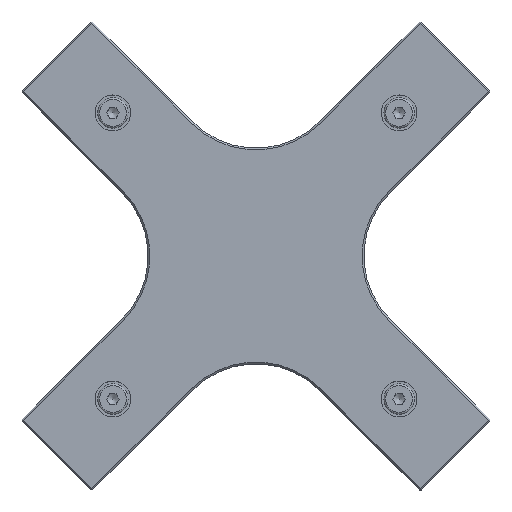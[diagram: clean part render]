
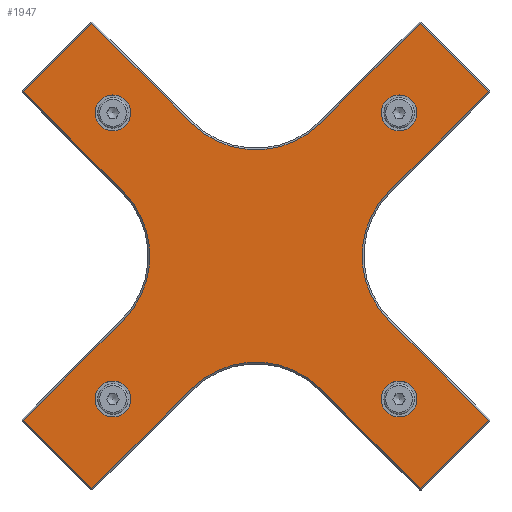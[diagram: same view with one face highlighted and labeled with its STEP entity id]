
A CAD part, top view. The second image highlights one B-rep face of the part: STEP entity #1947.
In plain terms, the highlighted planar face has unit normal (0, 0, 1).
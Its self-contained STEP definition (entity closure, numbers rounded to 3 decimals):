
#87=FACE_BOUND('',#392,.T.);
#88=FACE_BOUND('',#393,.T.);
#89=FACE_BOUND('',#394,.T.);
#90=FACE_BOUND('',#395,.T.);
#162=PLANE('',#2201);
#265=FACE_OUTER_BOUND('',#391,.T.);
#391=EDGE_LOOP('',(#1669,#1670,#1671,#1672,#1673,#1674,#1675,#1676,#1677,
#1678,#1679,#1680,#1681,#1682,#1683,#1684));
#392=EDGE_LOOP('',(#1685,#1686));
#393=EDGE_LOOP('',(#1687,#1688));
#394=EDGE_LOOP('',(#1689,#1690));
#395=EDGE_LOOP('',(#1691,#1692));
#460=CIRCLE('',#2110,5.);
#461=CIRCLE('',#2111,5.);
#465=CIRCLE('',#2118,5.);
#466=CIRCLE('',#2119,5.);
#470=CIRCLE('',#2126,5.);
#471=CIRCLE('',#2127,5.);
#476=CIRCLE('',#2135,5.);
#477=CIRCLE('',#2136,5.);
#479=CIRCLE('',#2165,25.5);
#480=CIRCLE('',#2172,25.5);
#482=CIRCLE('',#2182,25.5);
#483=CIRCLE('',#2188,25.5);
#625=LINE('',#3204,#802);
#628=LINE('',#3213,#805);
#629=LINE('',#3215,#806);
#634=LINE('',#3224,#811);
#637=LINE('',#3231,#814);
#638=LINE('',#3233,#815);
#645=LINE('',#3244,#822);
#648=LINE('',#3250,#825);
#652=LINE('',#3260,#829);
#657=LINE('',#3269,#834);
#660=LINE('',#3276,#837);
#661=LINE('',#3278,#838);
#802=VECTOR('',#2589,10.);
#805=VECTOR('',#2600,10.);
#806=VECTOR('',#2603,10.);
#811=VECTOR('',#2614,10.);
#814=VECTOR('',#2623,10.);
#815=VECTOR('',#2626,10.);
#822=VECTOR('',#2641,10.);
#825=VECTOR('',#2646,10.);
#829=VECTOR('',#2658,10.);
#834=VECTOR('',#2669,10.);
#837=VECTOR('',#2678,10.);
#838=VECTOR('',#2681,10.);
#927=VERTEX_POINT('',#3034);
#928=VERTEX_POINT('',#3035);
#932=VERTEX_POINT('',#3049);
#933=VERTEX_POINT('',#3050);
#937=VERTEX_POINT('',#3064);
#938=VERTEX_POINT('',#3065);
#943=VERTEX_POINT('',#3081);
#944=VERTEX_POINT('',#3082);
#946=VERTEX_POINT('',#3090);
#952=VERTEX_POINT('',#3104);
#954=VERTEX_POINT('',#3110);
#959=VERTEX_POINT('',#3131);
#962=VERTEX_POINT('',#3138);
#969=VERTEX_POINT('',#3159);
#971=VERTEX_POINT('',#3165);
#977=VERTEX_POINT('',#3187);
#979=VERTEX_POINT('',#3202);
#981=VERTEX_POINT('',#3208);
#982=VERTEX_POINT('',#3222);
#983=VERTEX_POINT('',#3227);
#985=VERTEX_POINT('',#3248);
#987=VERTEX_POINT('',#3255);
#988=VERTEX_POINT('',#3267);
#989=VERTEX_POINT('',#3272);
#1108=EDGE_CURVE('',#927,#928,#460,.T.);
#1109=EDGE_CURVE('',#928,#927,#461,.T.);
#1115=EDGE_CURVE('',#932,#933,#465,.T.);
#1116=EDGE_CURVE('',#933,#932,#466,.T.);
#1122=EDGE_CURVE('',#937,#938,#470,.T.);
#1123=EDGE_CURVE('',#938,#937,#471,.T.);
#1130=EDGE_CURVE('',#943,#944,#476,.T.);
#1131=EDGE_CURVE('',#944,#943,#477,.T.);
#1190=EDGE_CURVE('',#979,#977,#625,.T.);
#1193=EDGE_CURVE('',#981,#979,#479,.T.);
#1195=EDGE_CURVE('',#969,#981,#628,.T.);
#1196=EDGE_CURVE('',#977,#971,#629,.T.);
#1201=EDGE_CURVE('',#982,#962,#634,.T.);
#1204=EDGE_CURVE('',#983,#982,#480,.T.);
#1205=EDGE_CURVE('',#971,#983,#637,.T.);
#1206=EDGE_CURVE('',#959,#969,#638,.T.);
#1213=EDGE_CURVE('',#962,#954,#645,.T.);
#1216=EDGE_CURVE('',#985,#959,#648,.T.);
#1220=EDGE_CURVE('',#987,#985,#482,.T.);
#1222=EDGE_CURVE('',#952,#987,#652,.T.);
#1227=EDGE_CURVE('',#988,#946,#657,.T.);
#1230=EDGE_CURVE('',#989,#988,#483,.T.);
#1231=EDGE_CURVE('',#954,#989,#660,.T.);
#1232=EDGE_CURVE('',#946,#952,#661,.T.);
#1669=ORIENTED_EDGE('',*,*,#1227,.F.);
#1670=ORIENTED_EDGE('',*,*,#1230,.F.);
#1671=ORIENTED_EDGE('',*,*,#1231,.F.);
#1672=ORIENTED_EDGE('',*,*,#1213,.F.);
#1673=ORIENTED_EDGE('',*,*,#1201,.F.);
#1674=ORIENTED_EDGE('',*,*,#1204,.F.);
#1675=ORIENTED_EDGE('',*,*,#1205,.F.);
#1676=ORIENTED_EDGE('',*,*,#1196,.F.);
#1677=ORIENTED_EDGE('',*,*,#1190,.F.);
#1678=ORIENTED_EDGE('',*,*,#1193,.F.);
#1679=ORIENTED_EDGE('',*,*,#1195,.F.);
#1680=ORIENTED_EDGE('',*,*,#1206,.F.);
#1681=ORIENTED_EDGE('',*,*,#1216,.F.);
#1682=ORIENTED_EDGE('',*,*,#1220,.F.);
#1683=ORIENTED_EDGE('',*,*,#1222,.F.);
#1684=ORIENTED_EDGE('',*,*,#1232,.F.);
#1685=ORIENTED_EDGE('',*,*,#1108,.T.);
#1686=ORIENTED_EDGE('',*,*,#1109,.T.);
#1687=ORIENTED_EDGE('',*,*,#1115,.T.);
#1688=ORIENTED_EDGE('',*,*,#1116,.T.);
#1689=ORIENTED_EDGE('',*,*,#1122,.T.);
#1690=ORIENTED_EDGE('',*,*,#1123,.T.);
#1691=ORIENTED_EDGE('',*,*,#1130,.T.);
#1692=ORIENTED_EDGE('',*,*,#1131,.T.);
#1947=ADVANCED_FACE('',(#265,#87,#88,#89,#90),#162,.T.);
#2110=AXIS2_PLACEMENT_3D('',#3036,#2419,#2420);
#2111=AXIS2_PLACEMENT_3D('',#3037,#2421,#2422);
#2118=AXIS2_PLACEMENT_3D('',#3051,#2437,#2438);
#2119=AXIS2_PLACEMENT_3D('',#3052,#2439,#2440);
#2126=AXIS2_PLACEMENT_3D('',#3066,#2455,#2456);
#2127=AXIS2_PLACEMENT_3D('',#3067,#2457,#2458);
#2135=AXIS2_PLACEMENT_3D('',#3083,#2475,#2476);
#2136=AXIS2_PLACEMENT_3D('',#3084,#2477,#2478);
#2165=AXIS2_PLACEMENT_3D('',#3210,#2595,#2596);
#2172=AXIS2_PLACEMENT_3D('',#3229,#2619,#2620);
#2182=AXIS2_PLACEMENT_3D('',#3257,#2653,#2654);
#2188=AXIS2_PLACEMENT_3D('',#3274,#2674,#2675);
#2201=AXIS2_PLACEMENT_3D('',#3295,#2708,#2709);
#2419=DIRECTION('center_axis',(0.,0.,-1.));
#2420=DIRECTION('ref_axis',(1.,0.,0.));
#2421=DIRECTION('center_axis',(0.,0.,-1.));
#2422=DIRECTION('ref_axis',(1.,0.,0.));
#2437=DIRECTION('center_axis',(0.,0.,-1.));
#2438=DIRECTION('ref_axis',(1.,0.,0.));
#2439=DIRECTION('center_axis',(0.,0.,-1.));
#2440=DIRECTION('ref_axis',(1.,0.,0.));
#2455=DIRECTION('center_axis',(0.,0.,-1.));
#2456=DIRECTION('ref_axis',(1.,0.,0.));
#2457=DIRECTION('center_axis',(0.,0.,-1.));
#2458=DIRECTION('ref_axis',(1.,0.,0.));
#2475=DIRECTION('center_axis',(0.,0.,-1.));
#2476=DIRECTION('ref_axis',(1.,0.,0.));
#2477=DIRECTION('center_axis',(0.,0.,-1.));
#2478=DIRECTION('ref_axis',(1.,0.,0.));
#2589=DIRECTION('',(-0.707,0.707,0.));
#2595=DIRECTION('center_axis',(0.,0.,1.));
#2596=DIRECTION('ref_axis',(1.,0.,0.));
#2600=DIRECTION('',(0.707,0.707,0.));
#2603=DIRECTION('',(0.707,0.707,0.));
#2614=DIRECTION('',(0.707,0.707,0.));
#2619=DIRECTION('center_axis',(0.,0.,1.));
#2620=DIRECTION('ref_axis',(0.,-1.,0.));
#2623=DIRECTION('',(0.707,-0.707,0.));
#2626=DIRECTION('',(-0.707,0.707,0.));
#2641=DIRECTION('',(0.707,-0.707,0.));
#2646=DIRECTION('',(-0.707,-0.707,0.));
#2653=DIRECTION('center_axis',(0.,0.,1.));
#2654=DIRECTION('ref_axis',(0.,1.,0.));
#2658=DIRECTION('',(-0.707,0.707,0.));
#2669=DIRECTION('',(0.707,-0.707,0.));
#2674=DIRECTION('center_axis',(0.,0.,1.));
#2675=DIRECTION('ref_axis',(-1.,0.,0.));
#2678=DIRECTION('',(-0.707,-0.707,0.));
#2681=DIRECTION('',(-0.707,-0.707,0.));
#2708=DIRECTION('center_axis',(0.,0.,1.));
#2709=DIRECTION('ref_axis',(1.,0.,0.));
#3034=CARTESIAN_POINT('',(-35.,-40.,9.));
#3035=CARTESIAN_POINT('',(-45.,-40.,9.));
#3036=CARTESIAN_POINT('Origin',(-40.,-40.,9.));
#3037=CARTESIAN_POINT('Origin',(-40.,-40.,9.));
#3049=CARTESIAN_POINT('',(45.,40.,9.));
#3050=CARTESIAN_POINT('',(35.,40.,9.));
#3051=CARTESIAN_POINT('Origin',(40.,40.,9.));
#3052=CARTESIAN_POINT('Origin',(40.,40.,9.));
#3064=CARTESIAN_POINT('',(45.,-40.,9.));
#3065=CARTESIAN_POINT('',(35.,-40.,9.));
#3066=CARTESIAN_POINT('Origin',(40.,-40.,9.));
#3067=CARTESIAN_POINT('Origin',(40.,-40.,9.));
#3081=CARTESIAN_POINT('',(-35.,40.,9.));
#3082=CARTESIAN_POINT('',(-45.,40.,9.));
#3083=CARTESIAN_POINT('Origin',(-40.,40.,9.));
#3084=CARTESIAN_POINT('Origin',(-40.,40.,9.));
#3090=CARTESIAN_POINT('',(65.054,-45.962,9.));
#3104=CARTESIAN_POINT('',(45.962,-65.054,9.));
#3110=CARTESIAN_POINT('',(65.054,45.962,9.));
#3131=CARTESIAN_POINT('',(-45.962,-65.054,9.));
#3138=CARTESIAN_POINT('',(45.962,65.054,9.));
#3159=CARTESIAN_POINT('',(-65.054,-45.962,9.));
#3165=CARTESIAN_POINT('',(-45.962,65.054,9.));
#3187=CARTESIAN_POINT('',(-65.054,45.962,9.));
#3202=CARTESIAN_POINT('',(-37.123,18.031,9.));
#3204=CARTESIAN_POINT('',(-37.477,18.385,9.));
#3208=CARTESIAN_POINT('',(-37.123,-18.031,9.));
#3210=CARTESIAN_POINT('Origin',(-55.154,0.,
9.));
#3213=CARTESIAN_POINT('',(0.774,19.866,9.));
#3215=CARTESIAN_POINT('',(-35.288,75.727,9.));
#3222=CARTESIAN_POINT('',(18.031,37.123,9.));
#3224=CARTESIAN_POINT('',(33.655,52.747,9.));
#3227=CARTESIAN_POINT('',(-18.031,37.123,9.));
#3229=CARTESIAN_POINT('Origin',(0.,55.154,9.));
#3231=CARTESIAN_POINT('',(4.596,14.496,9.));
#3233=CARTESIAN_POINT('',(-60.458,-50.558,9.));
#3244=CARTESIAN_POINT('',(60.458,50.558,9.));
#3248=CARTESIAN_POINT('',(-18.031,-37.123,9.));
#3250=CARTESIAN_POINT('',(-3.115,-22.207,9.));
#3255=CARTESIAN_POINT('',(18.031,-37.123,9.));
#3257=CARTESIAN_POINT('Origin',(0.,-55.154,
9.));
#3260=CARTESIAN_POINT('',(-4.596,-14.496,9.));
#3267=CARTESIAN_POINT('',(37.123,-18.031,9.));
#3269=CARTESIAN_POINT('',(37.477,-18.385,9.));
#3272=CARTESIAN_POINT('',(37.123,18.031,9.));
#3274=CARTESIAN_POINT('Origin',(55.154,0.,
9.));
#3276=CARTESIAN_POINT('',(29.766,10.674,9.));
#3278=CARTESIAN_POINT('',(65.828,-45.188,9.));
#3295=CARTESIAN_POINT('Origin',(30.54,30.54,9.));
